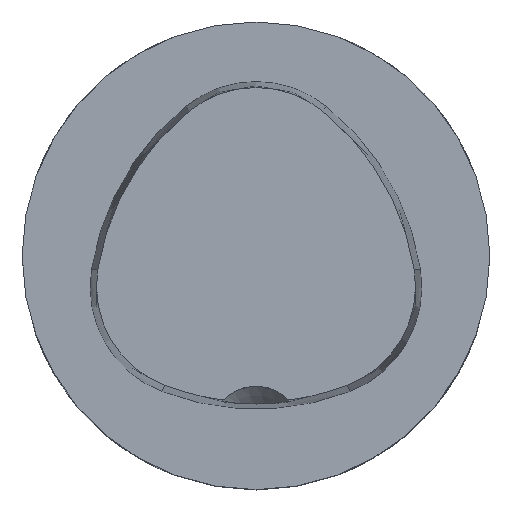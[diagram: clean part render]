
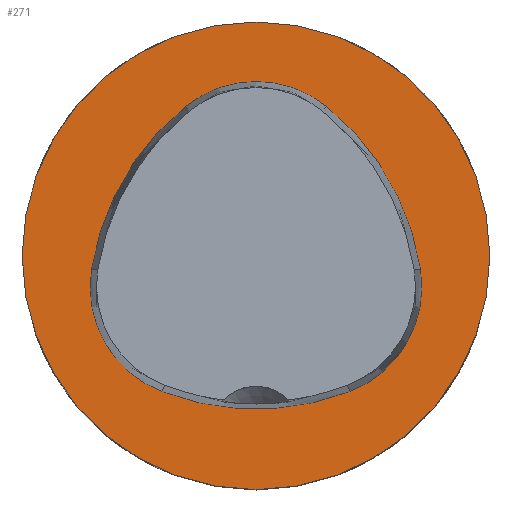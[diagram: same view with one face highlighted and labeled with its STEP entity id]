
A CAD part, top view. The second image highlights one B-rep face of the part: STEP entity #271.
In plain terms, the highlighted planar face has unit normal (0, 0, 1).
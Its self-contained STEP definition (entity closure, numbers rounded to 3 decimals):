
#233=PLANE('',#743);
#271=ADVANCED_FACE('',(#299,#300),#233,.T.);
#299=FACE_BOUND('',#351,.T.);
#300=FACE_BOUND('',#352,.T.);
#351=EDGE_LOOP('',(#481));
#352=EDGE_LOOP('',(#482,#483,#484,#485,#486,#487,#488));
#481=ORIENTED_EDGE('',*,*,#630,.F.);
#482=ORIENTED_EDGE('',*,*,#575,.T.);
#483=ORIENTED_EDGE('',*,*,#594,.T.);
#484=ORIENTED_EDGE('',*,*,#591,.T.);
#485=ORIENTED_EDGE('',*,*,#588,.T.);
#486=ORIENTED_EDGE('',*,*,#585,.T.);
#487=ORIENTED_EDGE('',*,*,#582,.T.);
#488=ORIENTED_EDGE('',*,*,#579,.T.);
#523=VERTEX_POINT('',#999);
#524=VERTEX_POINT('',#1000);
#526=VERTEX_POINT('',#1007);
#528=VERTEX_POINT('',#1013);
#530=VERTEX_POINT('',#1019);
#532=VERTEX_POINT('',#1025);
#534=VERTEX_POINT('',#1031);
#556=VERTEX_POINT('',#1113);
#575=EDGE_CURVE('',#523,#524,#644,.T.);
#579=EDGE_CURVE('',#526,#523,#646,.T.);
#582=EDGE_CURVE('',#528,#526,#648,.T.);
#585=EDGE_CURVE('',#530,#528,#650,.T.);
#588=EDGE_CURVE('',#532,#530,#652,.T.);
#591=EDGE_CURVE('',#534,#532,#654,.T.);
#594=EDGE_CURVE('',#524,#534,#656,.T.);
#630=EDGE_CURVE('',#556,#556,#663,.T.);
#644=CIRCLE('',#689,12.);
#646=CIRCLE('',#692,12.);
#648=CIRCLE('',#695,28.);
#650=CIRCLE('',#698,12.);
#652=CIRCLE('',#701,28.);
#654=CIRCLE('',#704,12.);
#656=CIRCLE('',#707,28.);
#663=CIRCLE('',#742,25.0);
#689=AXIS2_PLACEMENT_3D('',#998,#797,#798);
#692=AXIS2_PLACEMENT_3D('',#1006,#805,#806);
#695=AXIS2_PLACEMENT_3D('',#1012,#812,#813);
#698=AXIS2_PLACEMENT_3D('',#1018,#819,#820);
#701=AXIS2_PLACEMENT_3D('',#1024,#826,#827);
#704=AXIS2_PLACEMENT_3D('',#1030,#833,#834);
#707=AXIS2_PLACEMENT_3D('',#1035,#840,#841);
#742=AXIS2_PLACEMENT_3D('',#1112,#931,#932);
#743=AXIS2_PLACEMENT_3D('',#1114,#933,#934);
#797=DIRECTION('',(0.0,0.0,-1.0));
#798=DIRECTION('',(0.649,-0.76,0.0));
#805=DIRECTION('',(0.0,0.0,-1.0));
#806=DIRECTION('',(0.983,-0.182,0.0));
#812=DIRECTION('',(0.0,0.0,-1.0));
#813=DIRECTION('',(0.866,0.5,0.0));
#819=DIRECTION('',(0.0,0.0,-1.0));
#820=DIRECTION('',(0.0,1.0,0.0));
#826=DIRECTION('',(0.0,0.0,-1.0));
#827=DIRECTION('',(-0.866,0.5,0.0));
#833=DIRECTION('',(0.0,0.0,-1.0));
#834=DIRECTION('',(-0.866,-0.5,0.0));
#840=DIRECTION('',(0.0,0.0,-1.0));
#841=DIRECTION('',(0.0,-1.0,0.0));
#931=DIRECTION('',(0.0,0.0,-1.0));
#932=DIRECTION('',(-1.0,0.0,0.0));
#933=DIRECTION('',(0.0,0.0,1.0));
#934=DIRECTION('',(0.0,1.0,0.0));
#998=CARTESIAN_POINT('',(5.733,-3.31,0.0));
#999=CARTESIAN_POINT('',(16.125,-9.31,0.));
#1000=CARTESIAN_POINT('',(10.033,-14.513,0.));
#1006=CARTESIAN_POINT('',(5.733,-3.31,0.0));
#1007=CARTESIAN_POINT('',(17.585,-1.432,0.0));
#1012=CARTESIAN_POINT('',(-10.07,-5.814,0.0));
#1013=CARTESIAN_POINT('',(7.552,15.945,0.));
#1018=CARTESIAN_POINT('',(0.0,6.62,0.0));
#1019=CARTESIAN_POINT('',(-7.552,15.945,0.));
#1024=CARTESIAN_POINT('',(10.07,-5.814,0.0));
#1025=CARTESIAN_POINT('',(-17.585,-1.432,0.0));
#1030=CARTESIAN_POINT('',(-5.733,-3.31,0.0));
#1031=CARTESIAN_POINT('',(-10.033,-14.513,0.));
#1035=CARTESIAN_POINT('',(0.0,11.628,0.0));
#1112=CARTESIAN_POINT('',(0.0,0.0,0.0));
#1113=CARTESIAN_POINT('',(-25.0,0.0,0.0));
#1114=CARTESIAN_POINT('',(-12.5,0.0,0.0));
